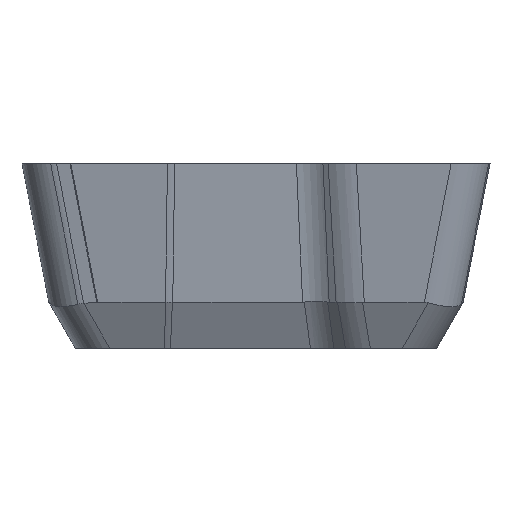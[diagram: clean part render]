
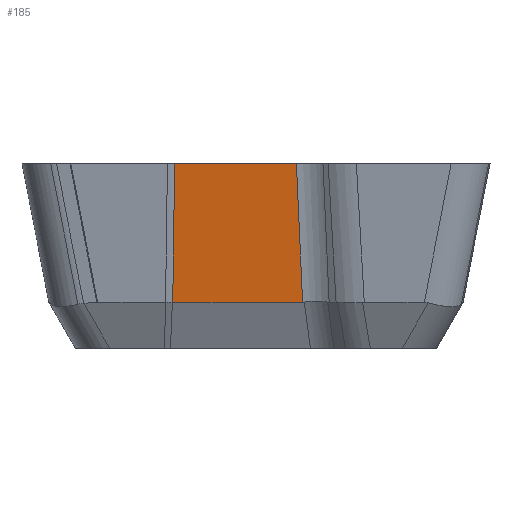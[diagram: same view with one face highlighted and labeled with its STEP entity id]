
A CAD part, left-side view. The second image highlights one B-rep face of the part: STEP entity #185.
In plain terms, the highlighted planar face has unit normal (-0.972, -0.137, -0.191).
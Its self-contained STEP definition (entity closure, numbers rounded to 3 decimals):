
#108=FACE_OUTER_BOUND('',#315,.T.);
#185=ADVANCED_FACE('',(#108),#258,.T.);
#258=PLANE('',#1987);
#315=EDGE_LOOP('',(#522,#523,#524,#525));
#522=ORIENTED_EDGE('',*,*,#1119,.F.);
#523=ORIENTED_EDGE('',*,*,#1120,.T.);
#524=ORIENTED_EDGE('',*,*,#1039,.T.);
#525=ORIENTED_EDGE('',*,*,#1121,.T.);
#883=VERTEX_POINT('',#2779);
#884=VERTEX_POINT('',#2781);
#941=VERTEX_POINT('',#2949);
#942=VERTEX_POINT('',#2950);
#1039=EDGE_CURVE('',#884,#883,#1625,.T.);
#1119=EDGE_CURVE('',#941,#942,#1673,.T.);
#1120=EDGE_CURVE('',#941,#884,#1674,.T.);
#1121=EDGE_CURVE('',#883,#942,#1675,.T.);
#1625=LINE('',#2780,#1777);
#1673=LINE('',#2948,#1825);
#1674=LINE('',#2951,#1826);
#1675=LINE('',#2952,#1827);
#1777=VECTOR('',#2229,1.);
#1825=VECTOR('',#2371,1.);
#1826=VECTOR('',#2372,1.);
#1827=VECTOR('',#2373,1.);
#1987=AXIS2_PLACEMENT_3D('',#2953,#2374,#2375);
#2229=DIRECTION('',(-0.139,0.99,0.));
#2371=DIRECTION('',(-0.139,0.99,0.));
#2372=DIRECTION('',(-0.198,0.044,0.979));
#2373=DIRECTION('',(0.191,0.013,-0.982));
#2374=DIRECTION('',(-0.972,-0.137,-0.191));
#2375=DIRECTION('',(-0.193,0.,0.981));
#2779=CARTESIAN_POINT('',(-3.542,1.234,0.));
#2780=CARTESIAN_POINT('',(-2.883,-3.456,0.));
#2781=CARTESIAN_POINT('',(-3.283,-0.612,0.));
#2948=CARTESIAN_POINT('',(-2.479,-3.399,-2.1));
#2949=CARTESIAN_POINT('',(-2.857,-0.707,-2.1));
#2950=CARTESIAN_POINT('',(-3.134,1.263,-2.1));
#2951=CARTESIAN_POINT('',(-3.28,-0.613,-0.015));
#2952=CARTESIAN_POINT('',(-3.53,1.235,-0.062));
#2953=CARTESIAN_POINT('',(-2.883,-3.456,0.));
